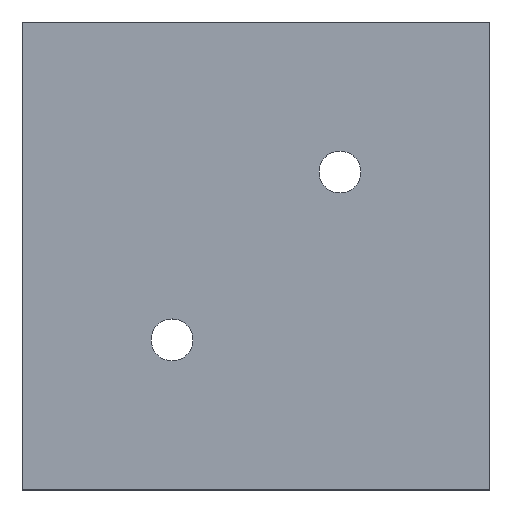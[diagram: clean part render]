
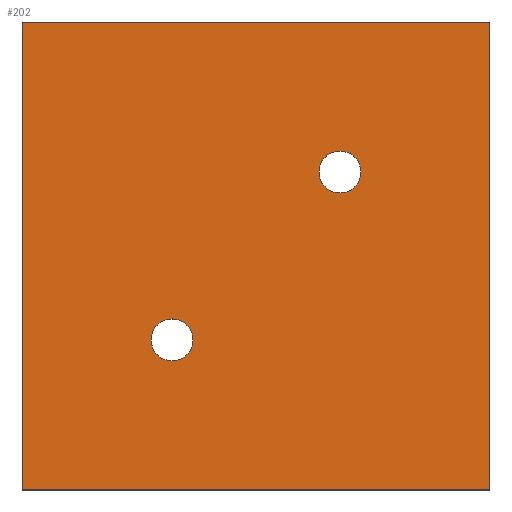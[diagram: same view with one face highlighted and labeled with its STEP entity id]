
A CAD part, top view. The second image highlights one B-rep face of the part: STEP entity #202.
In plain terms, the highlighted planar face has unit normal (0, 0, 1).
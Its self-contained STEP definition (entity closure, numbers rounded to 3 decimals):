
#72=CIRCLE('',#221,3.);
#74=CIRCLE('',#225,3.);
#98=ORIENTED_EDGE('',*,*,#112,.T.);
#99=ORIENTED_EDGE('',*,*,#116,.T.);
#100=ORIENTED_EDGE('',*,*,#119,.T.);
#101=ORIENTED_EDGE('',*,*,#123,.T.);
#102=ORIENTED_EDGE('',*,*,#120,.F.);
#103=ORIENTED_EDGE('',*,*,#124,.F.);
#112=EDGE_CURVE('',#129,#128,#140,.T.);
#116=EDGE_CURVE('',#128,#131,#144,.T.);
#119=EDGE_CURVE('',#131,#133,#147,.T.);
#120=EDGE_CURVE('',#134,#134,#72,.T.);
#123=EDGE_CURVE('',#133,#129,#149,.T.);
#124=EDGE_CURVE('',#136,#136,#74,.T.);
#128=VERTEX_POINT('',#321);
#129=VERTEX_POINT('',#323);
#131=VERTEX_POINT('',#329);
#133=VERTEX_POINT('',#335);
#134=VERTEX_POINT('',#339);
#136=VERTEX_POINT('',#347);
#140=LINE('',#322,#152);
#144=LINE('',#330,#156);
#147=LINE('',#336,#159);
#149=LINE('',#344,#161);
#152=VECTOR('',#251,1000.);
#156=VECTOR('',#257,1000.);
#159=VECTOR('',#262,1000.);
#161=VECTOR('',#272,1000.);
#170=EDGE_LOOP('',(#98,#99,#100,#101));
#171=EDGE_LOOP('',(#102));
#172=EDGE_LOOP('',(#103));
#184=FACE_BOUND('',#170,.T.);
#185=FACE_BOUND('',#171,.T.);
#186=FACE_BOUND('',#172,.T.);
#194=PLANE('',#227);
#202=ADVANCED_FACE('',(#184,#185,#186),#194,.T.);
#221=AXIS2_PLACEMENT_3D('',#338,#265,#266);
#225=AXIS2_PLACEMENT_3D('',#346,#275,#276);
#227=AXIS2_PLACEMENT_3D('',#350,#279,#280);
#251=DIRECTION('',(0.,-1.,0.));
#257=DIRECTION('',(1.,0.,0.));
#262=DIRECTION('',(0.,1.,0.));
#265=DIRECTION('',(0.,0.,1.));
#266=DIRECTION('',(1.,0.,0.));
#272=DIRECTION('',(-1.,0.,0.));
#275=DIRECTION('',(0.,0.,1.));
#276=DIRECTION('',(1.,0.,0.));
#279=DIRECTION('',(0.,0.,1.));
#280=DIRECTION('',(1.,0.,0.));
#321=CARTESIAN_POINT('',(0.,0.,3.));
#322=CARTESIAN_POINT('',(0.,67.,3.));
#323=CARTESIAN_POINT('',(0.,67.,3.));
#329=CARTESIAN_POINT('',(67.,0.,3.));
#330=CARTESIAN_POINT('',(0.,0.,3.));
#335=CARTESIAN_POINT('',(67.,67.,3.));
#336=CARTESIAN_POINT('',(67.,0.,3.));
#338=CARTESIAN_POINT('',(21.479,21.479,3.));
#339=CARTESIAN_POINT('',(24.479,21.479,3.));
#344=CARTESIAN_POINT('',(67.,67.,3.));
#346=CARTESIAN_POINT('',(45.521,45.521,3.));
#347=CARTESIAN_POINT('',(48.521,45.521,3.));
#350=CARTESIAN_POINT('',(21.479,21.479,3.));
